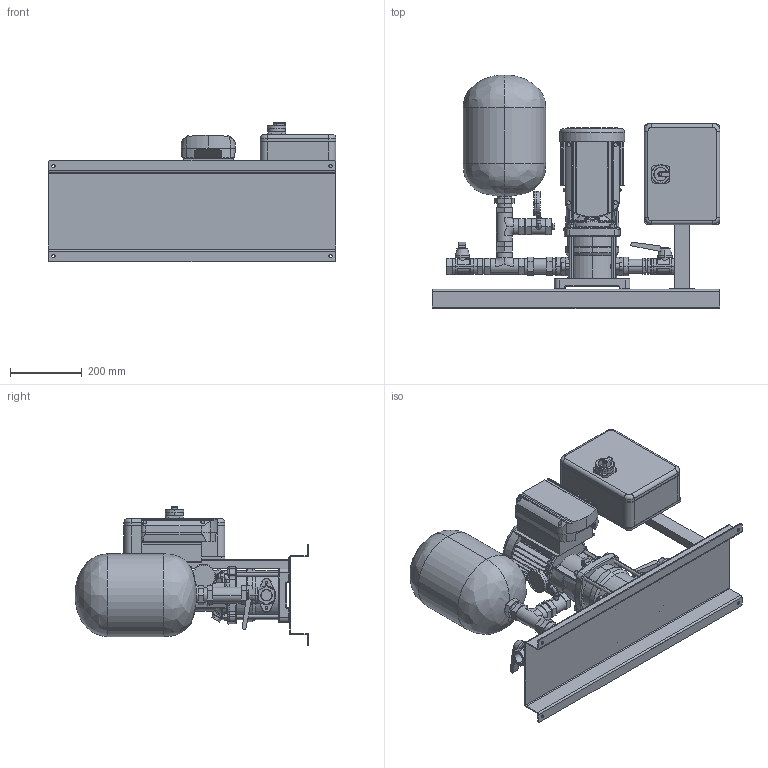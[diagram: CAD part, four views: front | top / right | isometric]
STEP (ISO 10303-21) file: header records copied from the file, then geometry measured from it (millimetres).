
FILE_DESCRIPTION (( 'STEP AP214' ), '1' );
FILE_NAME ('1SBI_5-8_TE_ZB00064954.STEP', '2022-07-17T21:32:27', ( '' ), ( '' ), 'SwSTEP 2.0', 'SolidWorks 2020', '' );
FILE_SCHEMA (( 'AUTOMOTIVE_DESIGN' ));
Length unit declared in the file: millimetre
Products named in the file (1): 1SBI_5-8_TE_ZB00064954
Bounding box: 800 x 650 x 387 mm (x, y, z)
Volume: 30829212.9 mm3; surface area: 2430332.3 mm2
Topology: 28 solids, 28 shells, 1542 faces, 3868 edges, 2428 vertices
Faces by surface type: plane 625, cylinder 535, bspline 190, torus 114, cone 59, sphere 19
Entity records: 80284 total; most frequent: CARTESIAN_POINT 27471, ORIENTED_EDGE 7682, DIRECTION 6999, EDGE_CURVE 3841, AXIS2_PLACEMENT_3D 2607, VERTEX_POINT 2428, VECTOR 1785, LINE 1785
